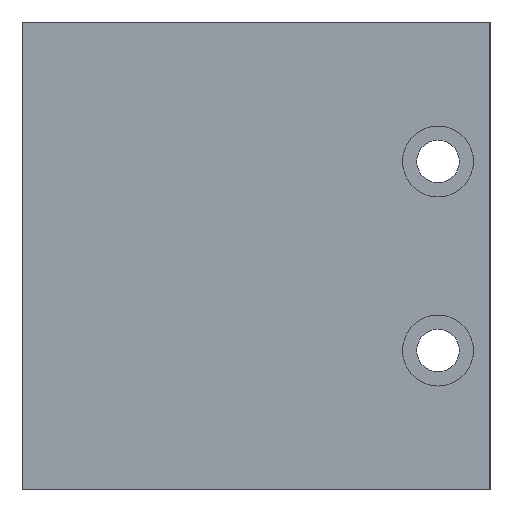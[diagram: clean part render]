
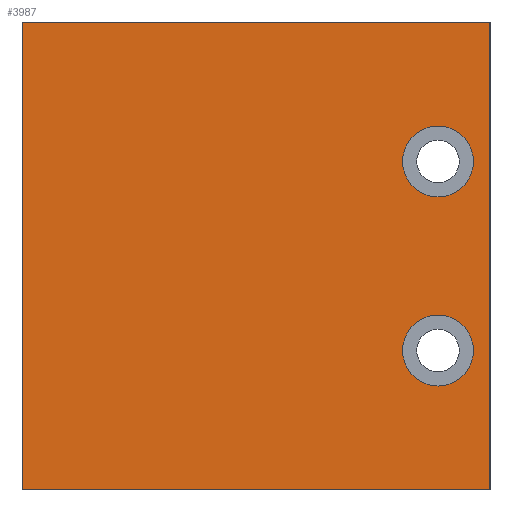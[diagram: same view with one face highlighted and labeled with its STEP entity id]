
A CAD part, left-side view. The second image highlights one B-rep face of the part: STEP entity #3987.
In plain terms, the highlighted planar face has unit normal (-1, 0, 0).
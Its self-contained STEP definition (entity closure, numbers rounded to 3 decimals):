
#89=CIRCLE('',#266,7.5);
#93=CIRCLE('',#273,7.5);
#266=AXIS2_PLACEMENT_3D('',#5623,#1422,#1423);
#273=AXIS2_PLACEMENT_3D('',#5634,#1435,#1436);
#280=AXIS2_PLACEMENT_3D('',#5650,#1450,$);
#342=PLANE('',#280);
#580=VECTOR('',#1299,1.);
#620=VECTOR('',#1402,1.);
#629=VECTOR('',#1449,1.);
#630=VECTOR('',#1451,1.);
#867=LINE('',#5502,#580);
#907=LINE('',#5607,#620);
#916=LINE('',#5649,#629);
#917=LINE('',#5651,#630);
#1299=DIRECTION('',(0.,1.,0.));
#1402=DIRECTION('',(0.,0.,1.));
#1422=DIRECTION('',(1.,0.,0.));
#1423=DIRECTION('',(0.,7.5,0.));
#1435=DIRECTION('',(1.,0.,0.));
#1436=DIRECTION('',(0.,7.5,0.));
#1449=DIRECTION('',(0.,0.,1.));
#1450=DIRECTION('',(-1.,0.,0.));
#1451=DIRECTION('',(0.,1.,0.));
#1744=VERTEX_POINT('',#5501);
#1745=VERTEX_POINT('',#5503);
#1775=VERTEX_POINT('',#5608);
#1778=VERTEX_POINT('',#5624);
#1782=VERTEX_POINT('',#5635);
#1786=VERTEX_POINT('',#5648);
#2355=EDGE_CURVE('',#1744,#1745,#867,.T.);
#2412=EDGE_CURVE('',#1745,#1775,#907,.T.);
#2420=EDGE_CURVE('',#1778,#1778,#89,.T.);
#2424=EDGE_CURVE('',#1782,#1782,#93,.T.);
#2430=EDGE_CURVE('',#1744,#1786,#916,.T.);
#2431=EDGE_CURVE('',#1786,#1775,#917,.T.);
#3405=ORIENTED_EDGE('',*,*,#2420,.T.);
#3406=ORIENTED_EDGE('',*,*,#2424,.T.);
#3407=ORIENTED_EDGE('',*,*,#2431,.T.);
#3408=ORIENTED_EDGE('',*,*,#2412,.F.);
#3409=ORIENTED_EDGE('',*,*,#2355,.F.);
#3410=ORIENTED_EDGE('',*,*,#2430,.T.);
#3615=EDGE_LOOP('',(#3405));
#3616=EDGE_LOOP('',(#3406));
#3617=EDGE_LOOP('',(#3407,#3408,#3409,#3410));
#3808=FACE_BOUND('',#3615,.T.);
#3809=FACE_BOUND('',#3616,.T.);
#3810=FACE_BOUND('',#3617,.T.);
#3987=ADVANCED_FACE('',(#3808,#3809,#3810),#342,.T.);
#5501=CARTESIAN_POINT('',(-85.,0.,0.));
#5502=CARTESIAN_POINT('',(-85.,0.,0.));
#5503=CARTESIAN_POINT('',(-85.,99.,0.));
#5607=CARTESIAN_POINT('',(-85.,99.,0.));
#5608=CARTESIAN_POINT('',(-85.,99.,98.75));
#5623=CARTESIAN_POINT('',(-85.,11.,29.375));
#5624=CARTESIAN_POINT('',(-85.,18.5,29.375));
#5634=CARTESIAN_POINT('',(-85.,11.,69.375));
#5635=CARTESIAN_POINT('',(-85.,18.5,69.375));
#5648=CARTESIAN_POINT('',(-85.,0.,98.75));
#5649=CARTESIAN_POINT('',(-85.,0.,0.));
#5650=CARTESIAN_POINT('',(-85.,49.5,0.));
#5651=CARTESIAN_POINT('',(-85.,0.,98.75));
